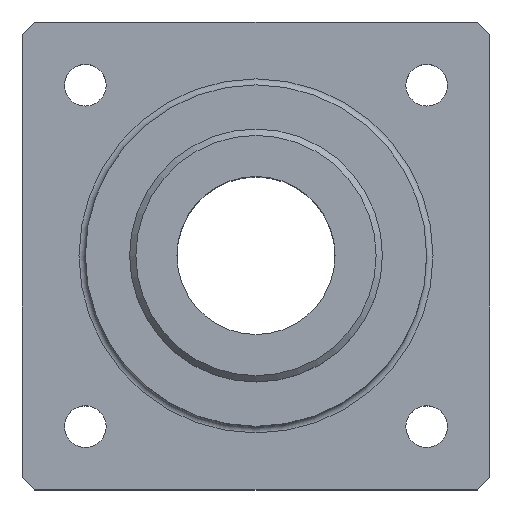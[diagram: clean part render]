
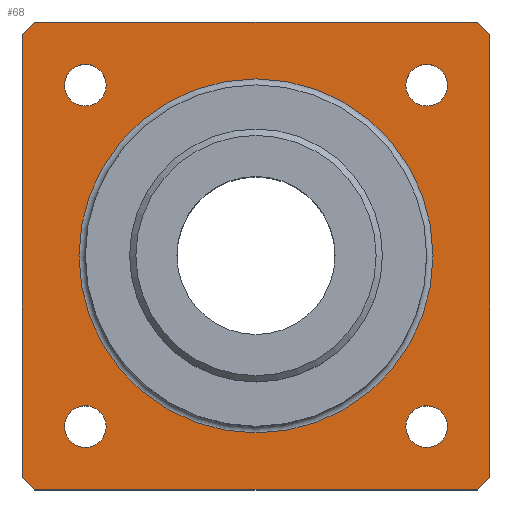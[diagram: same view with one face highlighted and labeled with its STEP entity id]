
A CAD part, top view. The second image highlights one B-rep face of the part: STEP entity #68.
In plain terms, the highlighted planar face has unit normal (0, 0, 1).
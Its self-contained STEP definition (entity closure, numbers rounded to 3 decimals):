
#68 = ADVANCED_FACE( '', ( #151, #152, #153, #154, #155, #156 ), #157, .T. );
#151 = FACE_OUTER_BOUND( '', #254, .T. );
#152 = FACE_BOUND( '', #255, .T. );
#153 = FACE_BOUND( '', #256, .T. );
#154 = FACE_BOUND( '', #257, .T. );
#155 = FACE_BOUND( '', #258, .T. );
#156 = FACE_BOUND( '', #259, .T. );
#157 = PLANE( '', #260 );
#254 = EDGE_LOOP( '', ( #377, #378, #379, #380, #381, #382, #383, #384 ) );
#255 = EDGE_LOOP( '', ( #385 ) );
#256 = EDGE_LOOP( '', ( #386 ) );
#257 = EDGE_LOOP( '', ( #387 ) );
#258 = EDGE_LOOP( '', ( #388 ) );
#259 = EDGE_LOOP( '', ( #389 ) );
#260 = AXIS2_PLACEMENT_3D( '', #390, #391, #392 );
#377 = ORIENTED_EDGE( '', *, *, #523, .T. );
#378 = ORIENTED_EDGE( '', *, *, #526, .T. );
#379 = ORIENTED_EDGE( '', *, *, #514, .T. );
#380 = ORIENTED_EDGE( '', *, *, #527, .T. );
#381 = ORIENTED_EDGE( '', *, *, #528, .T. );
#382 = ORIENTED_EDGE( '', *, *, #529, .T. );
#383 = ORIENTED_EDGE( '', *, *, #530, .T. );
#384 = ORIENTED_EDGE( '', *, *, #531, .T. );
#385 = ORIENTED_EDGE( '', *, *, #532, .F. );
#386 = ORIENTED_EDGE( '', *, *, #533, .F. );
#387 = ORIENTED_EDGE( '', *, *, #517, .F. );
#388 = ORIENTED_EDGE( '', *, *, #504, .F. );
#389 = ORIENTED_EDGE( '', *, *, #534, .T. );
#390 = CARTESIAN_POINT( '', ( 0., 0., 12. ) );
#391 = DIRECTION( '', ( 0., 0., 1. ) );
#392 = DIRECTION( '', ( 1., 0., 0. ) );
#504 = EDGE_CURVE( '', #577, #577, #578, .T. );
#514 = EDGE_CURVE( '', #595, #593, #596, .T. );
#517 = EDGE_CURVE( '', #599, #599, #600, .T. );
#523 = EDGE_CURVE( '', #610, #608, #611, .T. );
#526 = EDGE_CURVE( '', #608, #595, #614, .T. );
#527 = EDGE_CURVE( '', #593, #615, #616, .T. );
#528 = EDGE_CURVE( '', #615, #617, #618, .T. );
#529 = EDGE_CURVE( '', #617, #619, #620, .T. );
#530 = EDGE_CURVE( '', #619, #621, #622, .T. );
#531 = EDGE_CURVE( '', #621, #610, #623, .T. );
#532 = EDGE_CURVE( '', #624, #624, #625, .T. );
#533 = EDGE_CURVE( '', #626, #626, #627, .T. );
#534 = EDGE_CURVE( '', #628, #628, #629, .T. );
#577 = VERTEX_POINT( '', #679 );
#578 = CIRCLE( '', #680, 3.3 );
#593 = VERTEX_POINT( '', #696 );
#595 = VERTEX_POINT( '', #699 );
#596 = LINE( '', #700, #701 );
#599 = VERTEX_POINT( '', #705 );
#600 = CIRCLE( '', #706, 3.3 );
#608 = VERTEX_POINT( '', #715 );
#610 = VERTEX_POINT( '', #718 );
#611 = LINE( '', #719, #720 );
#614 = LINE( '', #724, #725 );
#615 = VERTEX_POINT( '', #726 );
#616 = LINE( '', #727, #728 );
#617 = VERTEX_POINT( '', #729 );
#618 = LINE( '', #730, #731 );
#619 = VERTEX_POINT( '', #732 );
#620 = LINE( '', #733, #734 );
#621 = VERTEX_POINT( '', #735 );
#622 = LINE( '', #736, #737 );
#623 = LINE( '', #738, #739 );
#624 = VERTEX_POINT( '', #740 );
#625 = CIRCLE( '', #741, 3.3 );
#626 = VERTEX_POINT( '', #742 );
#627 = CIRCLE( '', #743, 3.3 );
#628 = VERTEX_POINT( '', #744 );
#629 = CIRCLE( '', #745, 28. );
#679 = CARTESIAN_POINT( '', ( -23.7, 10., 12. ) );
#680 = AXIS2_PLACEMENT_3D( '', #807, #808, #809 );
#696 = CARTESIAN_POINT( '', ( -35., 0., 12. ) );
#699 = CARTESIAN_POINT( '', ( -37., 2., 12. ) );
#700 = CARTESIAN_POINT( '', ( -37., 2., 12. ) );
#701 = VECTOR( '', #824, 1000. );
#705 = CARTESIAN_POINT( '', ( -23.7, 64., 12. ) );
#706 = AXIS2_PLACEMENT_3D( '', #826, #827, #828 );
#715 = CARTESIAN_POINT( '', ( -37., 72., 12. ) );
#718 = CARTESIAN_POINT( '', ( -35., 74., 12. ) );
#719 = CARTESIAN_POINT( '', ( -35., 74., 12. ) );
#720 = VECTOR( '', #834, 1000. );
#724 = CARTESIAN_POINT( '', ( -37., 72., 12. ) );
#725 = VECTOR( '', #836, 1000. );
#726 = CARTESIAN_POINT( '', ( 35., 0., 12. ) );
#727 = CARTESIAN_POINT( '', ( -35., 0., 12. ) );
#728 = VECTOR( '', #837, 1000. );
#729 = CARTESIAN_POINT( '', ( 37., 2., 12. ) );
#730 = CARTESIAN_POINT( '', ( 35., 0., 12. ) );
#731 = VECTOR( '', #838, 1000. );
#732 = CARTESIAN_POINT( '', ( 37., 72., 12. ) );
#733 = CARTESIAN_POINT( '', ( 37., 2., 12. ) );
#734 = VECTOR( '', #839, 1000. );
#735 = CARTESIAN_POINT( '', ( 35., 74., 12. ) );
#736 = CARTESIAN_POINT( '', ( 37., 72., 12. ) );
#737 = VECTOR( '', #840, 1000. );
#738 = CARTESIAN_POINT( '', ( 35., 74., 12. ) );
#739 = VECTOR( '', #841, 1000. );
#740 = CARTESIAN_POINT( '', ( 30.3, 64., 12. ) );
#741 = AXIS2_PLACEMENT_3D( '', #842, #843, #844 );
#742 = CARTESIAN_POINT( '', ( 30.3, 10., 12. ) );
#743 = AXIS2_PLACEMENT_3D( '', #845, #846, #847 );
#744 = CARTESIAN_POINT( '', ( -28., 37., 12. ) );
#745 = AXIS2_PLACEMENT_3D( '', #848, #849, #850 );
#807 = CARTESIAN_POINT( '', ( -27., 10., 12. ) );
#808 = DIRECTION( '', ( 0., 0., 1. ) );
#809 = DIRECTION( '', ( 1., 0., 0. ) );
#824 = DIRECTION( '', ( 0.707, -0.707, 0. ) );
#826 = CARTESIAN_POINT( '', ( -27., 64., 12. ) );
#827 = DIRECTION( '', ( 0., 0., 1. ) );
#828 = DIRECTION( '', ( 1., 0., 0. ) );
#834 = DIRECTION( '', ( -0.707, -0.707, 0. ) );
#836 = DIRECTION( '', ( 0., -1., 0. ) );
#837 = DIRECTION( '', ( 1., 0., 0. ) );
#838 = DIRECTION( '', ( 0.707, 0.707, 0. ) );
#839 = DIRECTION( '', ( 0., 1., 0. ) );
#840 = DIRECTION( '', ( -0.707, 0.707, 0. ) );
#841 = DIRECTION( '', ( -1., 0., 0. ) );
#842 = CARTESIAN_POINT( '', ( 27., 64., 12. ) );
#843 = DIRECTION( '', ( 0., 0., 1. ) );
#844 = DIRECTION( '', ( 1., 0., 0. ) );
#845 = CARTESIAN_POINT( '', ( 27., 10., 12. ) );
#846 = DIRECTION( '', ( 0., 0., 1. ) );
#847 = DIRECTION( '', ( 1., 0., 0. ) );
#848 = CARTESIAN_POINT( '', ( 0., 37., 12. ) );
#849 = DIRECTION( '', ( 0., 0., -1. ) );
#850 = DIRECTION( '', ( -1., 0., 0. ) );
